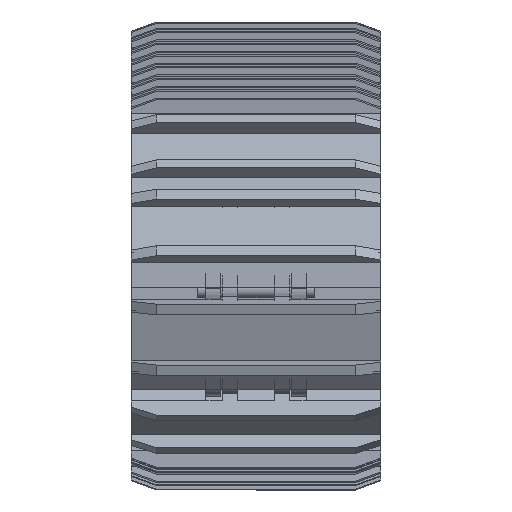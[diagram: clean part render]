
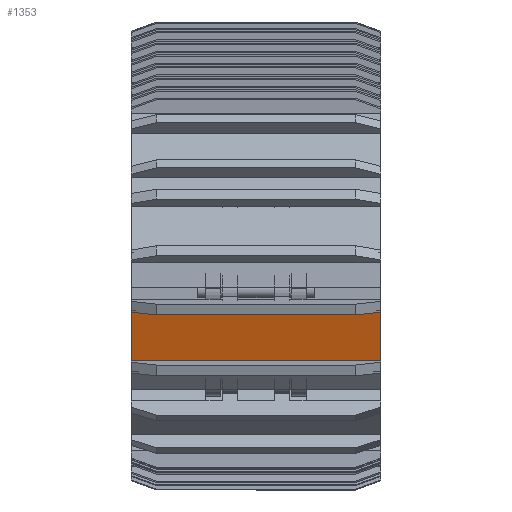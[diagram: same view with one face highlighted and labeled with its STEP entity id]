
A CAD part, top view. The second image highlights one B-rep face of the part: STEP entity #1353.
In plain terms, the highlighted face is planar.
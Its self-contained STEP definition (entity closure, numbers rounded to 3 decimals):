
#245=FACE_OUTER_BOUND('',#301,.T.);
#301=EDGE_LOOP('',(#988,#989,#990,#991));
#376=LINE('',#1982,#520);
#387=LINE('',#2002,#531);
#406=LINE('',#2040,#550);
#407=LINE('',#2042,#551);
#520=VECTOR('',#1586,10.);
#531=VECTOR('',#1601,9.5);
#550=VECTOR('',#1626,10.);
#551=VECTOR('',#1629,9.5);
#666=VERTEX_POINT('',#1979);
#667=VERTEX_POINT('',#1981);
#674=VERTEX_POINT('',#2000);
#690=VERTEX_POINT('',#2038);
#778=EDGE_CURVE('',#666,#667,#376,.T.);
#789=EDGE_CURVE('',#666,#674,#387,.T.);
#808=EDGE_CURVE('',#674,#690,#406,.T.);
#809=EDGE_CURVE('',#667,#690,#407,.T.);
#988=ORIENTED_EDGE('',*,*,#778,.F.);
#989=ORIENTED_EDGE('',*,*,#789,.T.);
#990=ORIENTED_EDGE('',*,*,#808,.T.);
#991=ORIENTED_EDGE('',*,*,#809,.F.);
#1246=PLANE('',#1430);
#1353=ADVANCED_FACE('',(#245),#1246,.T.);
#1430=AXIS2_PLACEMENT_3D('',#2041,#1627,#1628);
#1586=DIRECTION('',(0.,0.,-1.));
#1601=DIRECTION('',(1.,0.,0.));
#1626=DIRECTION('',(0.,0.,-1.));
#1627=DIRECTION('center_axis',(0.,1.,0.));
#1628=DIRECTION('ref_axis',(0.,0.,1.));
#1629=DIRECTION('',(1.,0.,0.));
#1979=CARTESIAN_POINT('',(5.25,6.,24.825));
#1981=CARTESIAN_POINT('',(5.25,6.,-24.825));
#1982=CARTESIAN_POINT('',(5.25,6.,24.825));
#2000=CARTESIAN_POINT('',(15.75,6.,24.825));
#2002=CARTESIAN_POINT('',(5.75,6.,24.825));
#2038=CARTESIAN_POINT('',(15.75,6.,-24.825));
#2040=CARTESIAN_POINT('',(15.75,6.,24.825));
#2041=CARTESIAN_POINT('Origin',(0.,6.,24.825));
#2042=CARTESIAN_POINT('',(5.75,6.,-24.825));
